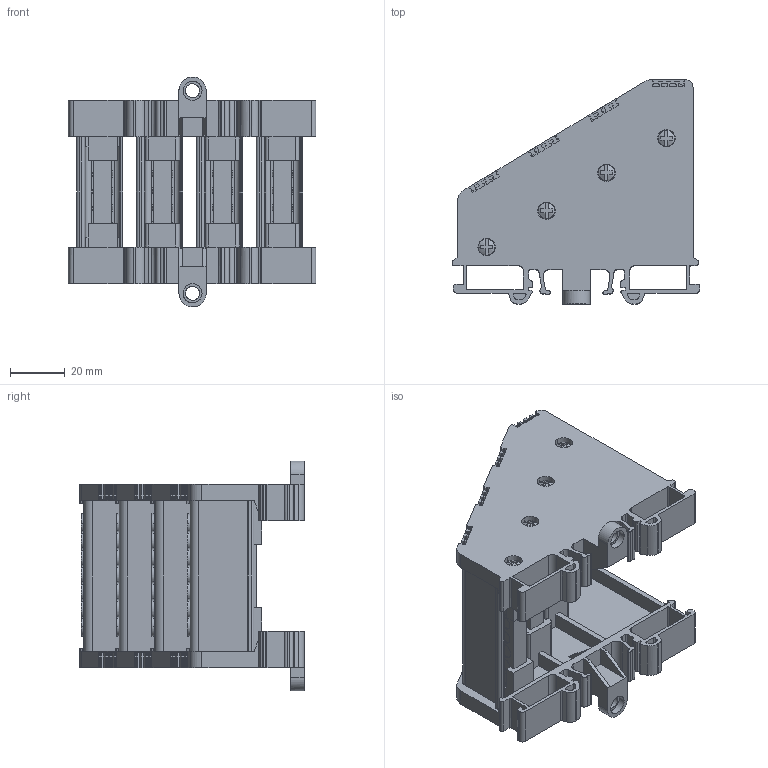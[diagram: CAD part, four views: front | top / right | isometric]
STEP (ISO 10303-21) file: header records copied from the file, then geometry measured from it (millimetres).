
FILE_DESCRIPTION (( 'STEP AP203' ), '1' );
FILE_NAME ('6,5x9 Dört Kutuplu Daðýtýcý Ünite - 7 Delikli ( Yüksek Tip)-1.STEP', '2019-01-22T06:22:21', ( '' ), ( '' ), 'SwSTEP 2.0', 'SolidWorks 2011', '' );
FILE_SCHEMA (( 'CONFIG_CONTROL_DESIGN' ));
Products named in the file (1): 6,5x9 Dört Kutuplu Daðýtýcý Ünite - 7 Delikli ( Yüksek Tip)-1
Bounding box: 90.84 x 82.3 x 84.28 mm (x, y, z)
Volume: 101462.4 mm3; surface area: 81492.5 mm2
Topology: 1 solids, 11 shells, 3323 faces, 9960 edges, 6771 vertices
Faces by surface type: plane 1711, cylinder 1068, cone 375, bspline 169
Entity records: 144670 total; most frequent: CARTESIAN_POINT 64739, ORIENTED_EDGE 19920, DIRECTION 11625, EDGE_CURVE 9960, VERTEX_POINT 6771, B_SPLINE_CURVE_WITH_KNOTS 4880, LINE 4677, VECTOR 4677
